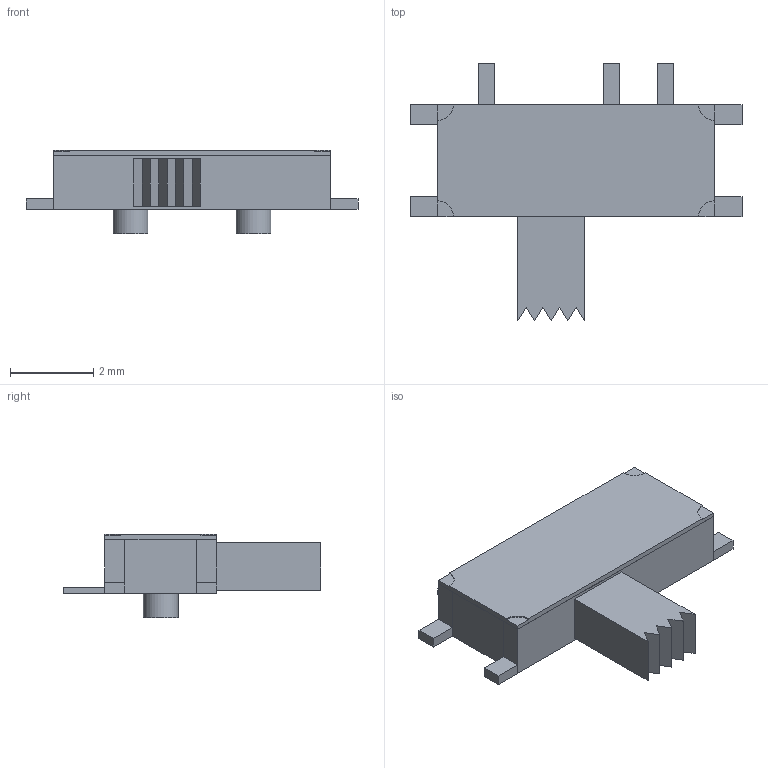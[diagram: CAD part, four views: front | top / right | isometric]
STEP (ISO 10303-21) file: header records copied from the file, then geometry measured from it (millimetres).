
FILE_DESCRIPTION(/* description */ (''),/* implementation_level */ '2;1');
FILE_NAME(/* name */ 'Selector Switch - MSK1103.step',/* time_stamp */ '2021-04-10T14:14:36-05:00',/* author */ (''),/* organization */ (''),/* preprocessor_version */ 'ST-DEVELOPER v18.1',/* originating_system */ 'Autodesk Translation Framework v10.6.0.1341',/* authorisation */ '');
FILE_SCHEMA (('AUTOMOTIVE_DESIGN { 1 0 10303 214 3 1 1 }'));
Length unit declared in the file: millimetre
Products named in the file (1): Selector Switch - MSK1103
Bounding box: 7.98 x 6.19 x 2.01 mm (x, y, z)
Volume: 30.8 mm3; surface area: 93.7 mm2
Topology: 1 solids, 21 shells, 255 faces, 622 edges, 412 vertices
Faces by surface type: plane 210, bspline 39, cylinder 6
Full cylindrical faces by diameter (mm): 0.838 x2
Entity records: 8140 total; most frequent: CARTESIAN_POINT 2265, ORIENTED_EDGE 1244, DIRECTION 990, EDGE_CURVE 622, LINE 532, VECTOR 532, VERTEX_POINT 412, EDGE_LOOP 270
